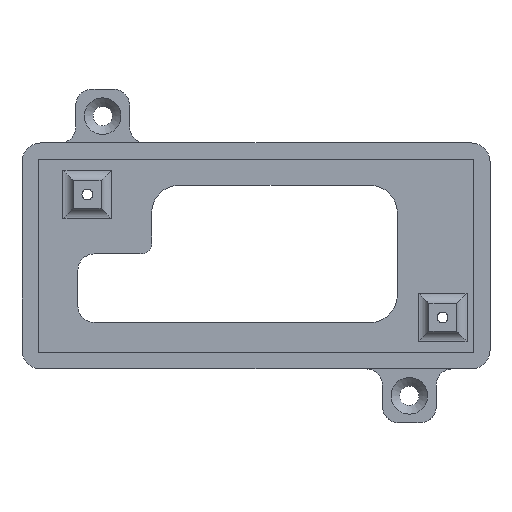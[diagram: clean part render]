
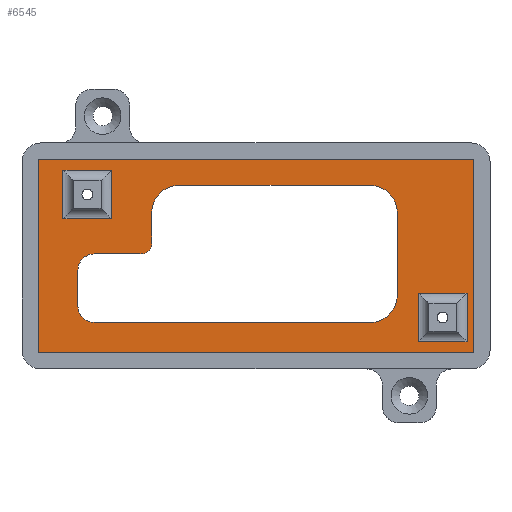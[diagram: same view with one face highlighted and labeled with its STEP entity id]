
A CAD part, top view. The second image highlights one B-rep face of the part: STEP entity #6545.
In plain terms, the highlighted planar face has unit normal (0, 0, 1).
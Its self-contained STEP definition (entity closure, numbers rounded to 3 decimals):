
#26=CIRCLE('',#6689,5.);
#28=CIRCLE('',#6693,2.);
#30=CIRCLE('',#6697,3.);
#32=CIRCLE('',#6701,3.);
#34=CIRCLE('',#6705,5.);
#36=CIRCLE('',#6709,5.);
#130=FACE_BOUND('',#999,.T.);
#131=FACE_BOUND('',#1000,.T.);
#132=FACE_BOUND('',#1001,.T.);
#273=PLANE('',#6780);
#618=FACE_OUTER_BOUND('',#998,.T.);
#998=EDGE_LOOP('',(#5944,#5945,#5946,#5947));
#999=EDGE_LOOP('',(#5948,#5949,#5950,#5951,#5952,#5953,#5954,#5955,#5956,
#5957,#5958,#5959));
#1000=EDGE_LOOP('',(#5960,#5961,#5962,#5963));
#1001=EDGE_LOOP('',(#5964,#5965,#5966,#5967));
#1495=LINE('',#12319,#2074);
#1499=LINE('',#12331,#2078);
#1503=LINE('',#12343,#2082);
#1507=LINE('',#12355,#2086);
#1511=LINE('',#12367,#2090);
#1515=LINE('',#12379,#2094);
#1561=LINE('',#12539,#2140);
#1564=LINE('',#12550,#2143);
#1565=LINE('',#12553,#2144);
#1567=LINE('',#12558,#2146);
#1574=LINE('',#12573,#2153);
#1575=LINE('',#12575,#2154);
#1576=LINE('',#12577,#2155);
#1577=LINE('',#12578,#2156);
#1578=LINE('',#12581,#2157);
#1579=LINE('',#12583,#2158);
#1580=LINE('',#12585,#2159);
#1581=LINE('',#12586,#2160);
#2074=VECTOR('',#7518,10.);
#2078=VECTOR('',#7530,10.);
#2082=VECTOR('',#7542,10.);
#2086=VECTOR('',#7554,10.);
#2090=VECTOR('',#7566,10.);
#2094=VECTOR('',#7578,10.);
#2140=VECTOR('',#7752,10.);
#2143=VECTOR('',#7763,10.);
#2144=VECTOR('',#7766,10.);
#2146=VECTOR('',#7772,10.);
#2153=VECTOR('',#7785,10.);
#2154=VECTOR('',#7786,10.);
#2155=VECTOR('',#7787,10.);
#2156=VECTOR('',#7788,10.);
#2157=VECTOR('',#7789,10.);
#2158=VECTOR('',#7790,10.);
#2159=VECTOR('',#7791,10.);
#2160=VECTOR('',#7792,10.);
#3054=VERTEX_POINT('',#12316);
#3055=VERTEX_POINT('',#12318);
#3057=VERTEX_POINT('',#12324);
#3059=VERTEX_POINT('',#12330);
#3061=VERTEX_POINT('',#12336);
#3063=VERTEX_POINT('',#12342);
#3065=VERTEX_POINT('',#12348);
#3067=VERTEX_POINT('',#12354);
#3069=VERTEX_POINT('',#12360);
#3071=VERTEX_POINT('',#12366);
#3073=VERTEX_POINT('',#12372);
#3075=VERTEX_POINT('',#12378);
#3124=VERTEX_POINT('',#12537);
#3125=VERTEX_POINT('',#12538);
#3129=VERTEX_POINT('',#12548);
#3130=VERTEX_POINT('',#12552);
#3135=VERTEX_POINT('',#12571);
#3136=VERTEX_POINT('',#12572);
#3137=VERTEX_POINT('',#12574);
#3138=VERTEX_POINT('',#12576);
#3139=VERTEX_POINT('',#12579);
#3140=VERTEX_POINT('',#12580);
#3141=VERTEX_POINT('',#12582);
#3142=VERTEX_POINT('',#12584);
#3957=EDGE_CURVE('',#3055,#3054,#1495,.T.);
#3960=EDGE_CURVE('',#3057,#3055,#26,.T.);
#3963=EDGE_CURVE('',#3059,#3057,#1499,.T.);
#3966=EDGE_CURVE('',#3061,#3059,#28,.T.);
#3969=EDGE_CURVE('',#3063,#3061,#1503,.T.);
#3972=EDGE_CURVE('',#3065,#3063,#30,.T.);
#3975=EDGE_CURVE('',#3067,#3065,#1507,.T.);
#3978=EDGE_CURVE('',#3069,#3067,#32,.T.);
#3981=EDGE_CURVE('',#3071,#3069,#1511,.T.);
#3984=EDGE_CURVE('',#3073,#3071,#34,.T.);
#3987=EDGE_CURVE('',#3075,#3073,#1515,.T.);
#3990=EDGE_CURVE('',#3054,#3075,#36,.T.);
#4067=EDGE_CURVE('',#3124,#3125,#1561,.T.);
#4073=EDGE_CURVE('',#3129,#3124,#1564,.T.);
#4074=EDGE_CURVE('',#3130,#3129,#1565,.T.);
#4077=EDGE_CURVE('',#3125,#3130,#1567,.T.);
#4084=EDGE_CURVE('',#3135,#3136,#1574,.T.);
#4085=EDGE_CURVE('',#3136,#3137,#1575,.T.);
#4086=EDGE_CURVE('',#3137,#3138,#1576,.T.);
#4087=EDGE_CURVE('',#3138,#3135,#1577,.T.);
#4088=EDGE_CURVE('',#3139,#3140,#1578,.T.);
#4089=EDGE_CURVE('',#3141,#3139,#1579,.T.);
#4090=EDGE_CURVE('',#3142,#3141,#1580,.T.);
#4091=EDGE_CURVE('',#3140,#3142,#1581,.T.);
#5944=ORIENTED_EDGE('',*,*,#4084,.T.);
#5945=ORIENTED_EDGE('',*,*,#4085,.T.);
#5946=ORIENTED_EDGE('',*,*,#4086,.T.);
#5947=ORIENTED_EDGE('',*,*,#4087,.T.);
#5948=ORIENTED_EDGE('',*,*,#3957,.T.);
#5949=ORIENTED_EDGE('',*,*,#3990,.T.);
#5950=ORIENTED_EDGE('',*,*,#3987,.T.);
#5951=ORIENTED_EDGE('',*,*,#3984,.T.);
#5952=ORIENTED_EDGE('',*,*,#3981,.T.);
#5953=ORIENTED_EDGE('',*,*,#3978,.T.);
#5954=ORIENTED_EDGE('',*,*,#3975,.T.);
#5955=ORIENTED_EDGE('',*,*,#3972,.T.);
#5956=ORIENTED_EDGE('',*,*,#3969,.T.);
#5957=ORIENTED_EDGE('',*,*,#3966,.T.);
#5958=ORIENTED_EDGE('',*,*,#3963,.T.);
#5959=ORIENTED_EDGE('',*,*,#3960,.T.);
#5960=ORIENTED_EDGE('',*,*,#4088,.F.);
#5961=ORIENTED_EDGE('',*,*,#4089,.F.);
#5962=ORIENTED_EDGE('',*,*,#4090,.F.);
#5963=ORIENTED_EDGE('',*,*,#4091,.F.);
#5964=ORIENTED_EDGE('',*,*,#4067,.F.);
#5965=ORIENTED_EDGE('',*,*,#4073,.F.);
#5966=ORIENTED_EDGE('',*,*,#4074,.F.);
#5967=ORIENTED_EDGE('',*,*,#4077,.F.);
#6545=ADVANCED_FACE('',(#618,#130,#131,#132),#273,.T.);
#6689=AXIS2_PLACEMENT_3D('',#12325,#7524,#7525);
#6693=AXIS2_PLACEMENT_3D('',#12337,#7536,#7537);
#6697=AXIS2_PLACEMENT_3D('',#12349,#7548,#7549);
#6701=AXIS2_PLACEMENT_3D('',#12361,#7560,#7561);
#6705=AXIS2_PLACEMENT_3D('',#12373,#7572,#7573);
#6709=AXIS2_PLACEMENT_3D('',#12383,#7584,#7585);
#6780=AXIS2_PLACEMENT_3D('',#12570,#7783,#7784);
#7518=DIRECTION('',(1.,0.,0.));
#7524=DIRECTION('center_axis',(0.,0.,-1.));
#7525=DIRECTION('ref_axis',(0.,1.,0.));
#7530=DIRECTION('',(0.,1.,0.));
#7536=DIRECTION('center_axis',(0.,0.,1.));
#7537=DIRECTION('ref_axis',(0.,-1.,0.));
#7542=DIRECTION('',(1.,0.,0.));
#7548=DIRECTION('center_axis',(0.,0.,-1.));
#7549=DIRECTION('ref_axis',(0.,1.,0.));
#7554=DIRECTION('',(0.,1.,0.));
#7560=DIRECTION('center_axis',(0.,0.,-1.));
#7561=DIRECTION('ref_axis',(-1.,0.,0.));
#7566=DIRECTION('',(-1.,0.,0.));
#7572=DIRECTION('center_axis',(0.,0.,-1.));
#7573=DIRECTION('ref_axis',(0.,-1.,0.));
#7578=DIRECTION('',(0.,-1.,0.));
#7584=DIRECTION('center_axis',(0.,0.,-1.));
#7585=DIRECTION('ref_axis',(1.,0.,0.));
#7752=DIRECTION('',(0.,1.,0.));
#7763=DIRECTION('',(1.,0.,0.));
#7766=DIRECTION('',(0.,-1.,0.));
#7772=DIRECTION('',(-1.,0.,0.));
#7783=DIRECTION('center_axis',(0.,0.,1.));
#7784=DIRECTION('ref_axis',(1.,0.,0.));
#7785=DIRECTION('',(0.,-1.,0.));
#7786=DIRECTION('',(1.,0.,0.));
#7787=DIRECTION('',(0.,1.,0.));
#7788=DIRECTION('',(-1.,0.,0.));
#7789=DIRECTION('',(0.,1.,0.));
#7790=DIRECTION('',(1.,0.,0.));
#7791=DIRECTION('',(0.,-1.,0.));
#7792=DIRECTION('',(-1.,0.,0.));
#12316=CARTESIAN_POINT('',(21.262,13.116,-3.));
#12318=CARTESIAN_POINT('',(-14.378,13.116,-3.));
#12319=CARTESIAN_POINT('',(-7.189,13.116,-3.));
#12324=CARTESIAN_POINT('',(-19.378,8.116,-3.));
#12325=CARTESIAN_POINT('Origin',(-14.378,8.116,-3.));
#12330=CARTESIAN_POINT('',(-19.378,2.38,-3.));
#12331=CARTESIAN_POINT('',(-19.378,1.19,-3.));
#12336=CARTESIAN_POINT('',(-21.378,0.38,-3.));
#12337=CARTESIAN_POINT('Origin',(-21.378,2.38,-3.));
#12342=CARTESIAN_POINT('',(-30.099,0.38,-3.));
#12343=CARTESIAN_POINT('',(-15.049,0.38,-3.));
#12348=CARTESIAN_POINT('',(-33.099,-2.62,-3.));
#12349=CARTESIAN_POINT('Origin',(-30.099,-2.62,-3.));
#12354=CARTESIAN_POINT('',(-33.099,-9.355,-3.));
#12355=CARTESIAN_POINT('',(-33.099,-4.677,-3.));
#12360=CARTESIAN_POINT('',(-30.099,-12.355,-3.));
#12361=CARTESIAN_POINT('Origin',(-30.099,-9.355,-3.));
#12366=CARTESIAN_POINT('',(21.262,-12.355,-3.));
#12367=CARTESIAN_POINT('',(10.631,-12.355,-3.));
#12372=CARTESIAN_POINT('',(26.262,-7.355,-3.));
#12373=CARTESIAN_POINT('Origin',(21.262,-7.355,-3.));
#12378=CARTESIAN_POINT('',(26.262,8.116,-3.));
#12379=CARTESIAN_POINT('',(26.262,4.058,-3.));
#12383=CARTESIAN_POINT('Origin',(21.262,8.116,-3.));
#12537=CARTESIAN_POINT('',(39.23,-15.97,-3.));
#12538=CARTESIAN_POINT('',(39.23,-6.89,-3.));
#12539=CARTESIAN_POINT('',(39.23,-6.985,-3.));
#12548=CARTESIAN_POINT('',(30.15,-15.97,-3.));
#12550=CARTESIAN_POINT('',(16.075,-15.97,-3.));
#12552=CARTESIAN_POINT('',(30.15,-6.89,-3.));
#12553=CARTESIAN_POINT('',(30.15,-4.445,-3.));
#12558=CARTESIAN_POINT('',(18.615,-6.89,-3.));
#12570=CARTESIAN_POINT('Origin',(0.,0.,-3.));
#12571=CARTESIAN_POINT('',(-40.5,18.,-3.));
#12572=CARTESIAN_POINT('',(-40.5,-18.,-3.));
#12573=CARTESIAN_POINT('',(-40.5,-9.,-3.));
#12574=CARTESIAN_POINT('',(40.5,-18.,-3.));
#12575=CARTESIAN_POINT('',(20.25,-18.,-3.));
#12576=CARTESIAN_POINT('',(40.5,18.,-3.));
#12577=CARTESIAN_POINT('',(40.5,9.,-3.));
#12578=CARTESIAN_POINT('',(-20.25,18.,-3.));
#12579=CARTESIAN_POINT('',(-26.81,6.89,-3.));
#12580=CARTESIAN_POINT('',(-26.81,15.97,-3.));
#12581=CARTESIAN_POINT('',(-26.81,4.445,-3.));
#12582=CARTESIAN_POINT('',(-35.89,6.89,-3.));
#12583=CARTESIAN_POINT('',(-16.945,6.89,-3.));
#12584=CARTESIAN_POINT('',(-35.89,15.97,-3.));
#12585=CARTESIAN_POINT('',(-35.89,6.985,-3.));
#12586=CARTESIAN_POINT('',(-14.405,15.97,-3.));
